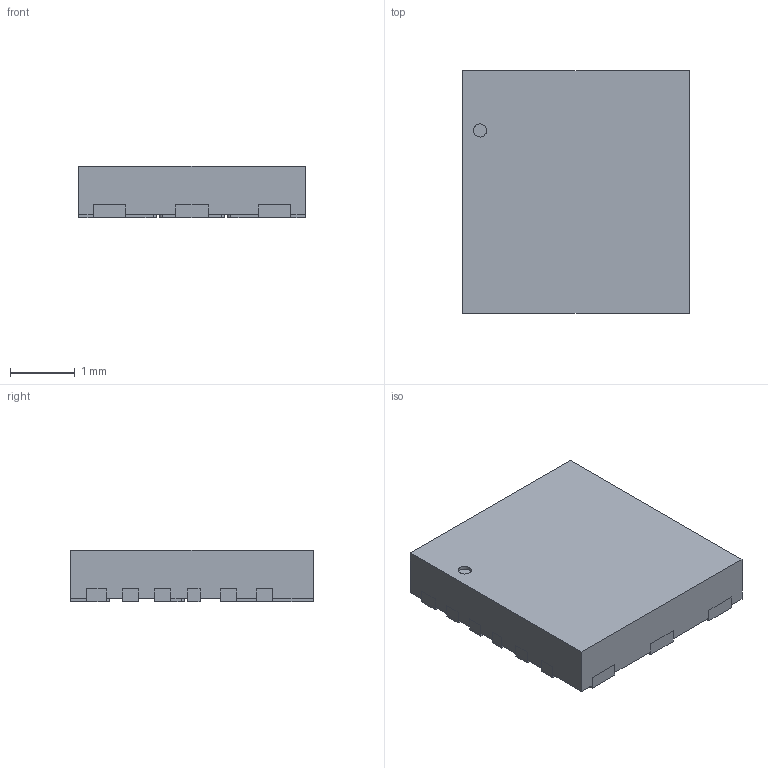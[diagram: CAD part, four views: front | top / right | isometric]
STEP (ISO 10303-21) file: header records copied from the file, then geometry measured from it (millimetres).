
FILE_DESCRIPTION (( 'STEP AP214' ), '1' );
FILE_NAME ('MAX25262AFOFVY+.step', '2023-03-14T14:39:38', ( '' ), ( '' ), 'SwSTEP 2.0', 'SolidWorks 2022', '' );
FILE_SCHEMA (( 'AUTOMOTIVE_DESIGN' ));
Length unit declared in the file: inch
Products named in the file (1): MAX25262AFOFVY+
Bounding box: 3.5 x 3.75 x 0.8 mm (x, y, z)
Volume: 10.1 mm3; surface area: 39.1 mm2
Topology: 1 solids, 1 shells, 158 faces, 462 edges, 308 vertices
Faces by surface type: plane 119, cylinder 39
Entity records: 5532 total; most frequent: CARTESIAN_POINT 1589, ORIENTED_EDGE 924, DIRECTION 568, EDGE_CURVE 462, VERTEX_POINT 308, LINE 250, VECTOR 250, B_SPLINE_CURVE_WITH_KNOTS 212
